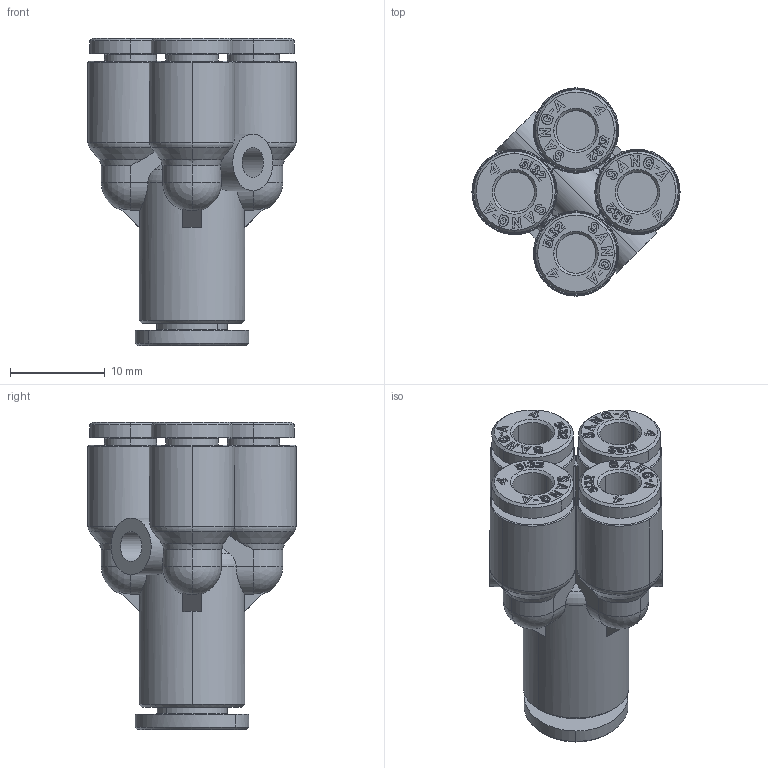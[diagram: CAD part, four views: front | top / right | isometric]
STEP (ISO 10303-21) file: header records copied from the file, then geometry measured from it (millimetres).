
FILE_DESCRIPTION((''),'2;1');
FILE_NAME('GPXG 0604(3D).stp','2012-12-27T19:39:49',(''),(''),'Mechanical Desktop.R8.0.24.0','Mechanical Desktop.R8.0.24.0',', , ');
FILE_SCHEMA(('CONFIG_CONTROL_DESIGN'));
Length unit declared in the file: millimetre
Products named in the file (2): GPXG 0604(3D); ºÎÇ°1
Assembly tree (1 placements, depth 2):
  GPXG 0604(3D)
    ºÎÇ°1
Bounding box: 22 x 22 x 32.45 mm (x, y, z)
Volume: 4151.2 mm3; surface area: 4265.5 mm2
Topology: 1 solids, 1 shells, 1847 faces, 5249 edges, 3477 vertices
Faces by surface type: plane 1526, bspline 142, cylinder 105, cone 48, torus 14, sphere 12
Entity records: 62229 total; most frequent: CARTESIAN_POINT 14252, ORIENTED_EDGE 10482, DIRECTION 9164, EDGE_CURVE 5241, VECTOR 4550, LINE 4550, VERTEX_POINT 3477, AXIS2_PLACEMENT_3D 2307
